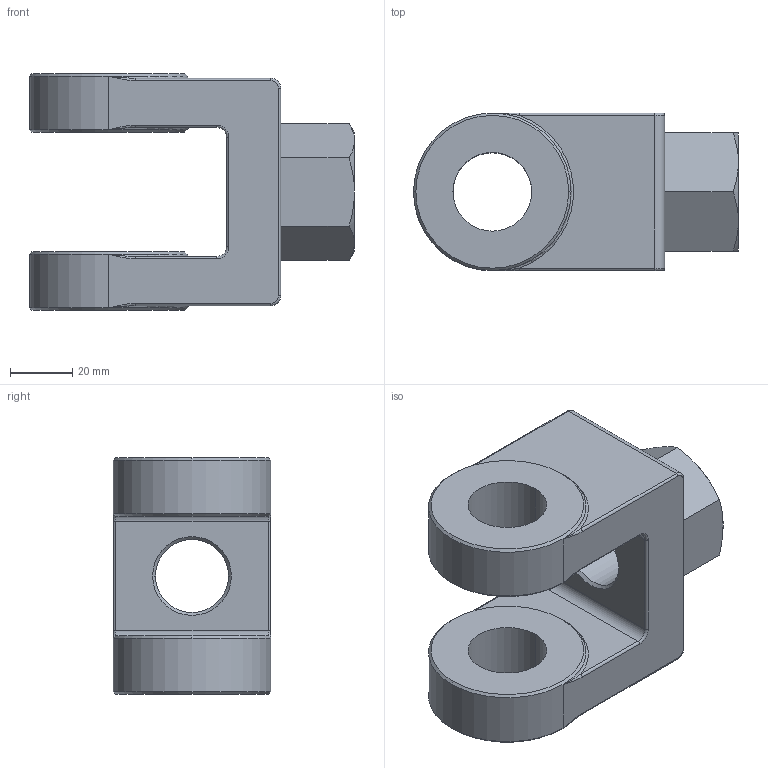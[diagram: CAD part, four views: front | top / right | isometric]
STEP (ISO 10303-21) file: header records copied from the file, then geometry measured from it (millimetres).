
FILE_DESCRIPTION((''),'2;1');
FILE_NAME('A500-305','2018-05-21T',('MeFernandez'),('ASCO Numatics'),'PRO/ENGINEER BY PARAMETRIC TECHNOLOGY CORPORATION, 2017170','PRO/ENGINEER BY PARAMETRIC TECHNOLOGY CORPORATION, 2017170','');
FILE_SCHEMA(('CONFIG_CONTROL_DESIGN'));
Length unit declared in the file: inch
Products named in the file (1): A500-305
Bounding box: 104.78 x 50.8 x 76.33 mm (x, y, z)
Volume: 163110.7 mm3; surface area: 33207.4 mm2
Topology: 1 solids, 1 shells, 81 faces, 184 edges, 106 vertices
Faces by surface type: cylinder 24, plane 19, cone 18, torus 12, bspline 8
Entity records: 2898 total; most frequent: CARTESIAN_POINT 1057, DIRECTION 392, ORIENTED_EDGE 368, EDGE_CURVE 184, AXIS2_PLACEMENT_3D 163, VERTEX_POINT 106, CIRCLE 90, EDGE_LOOP 88
